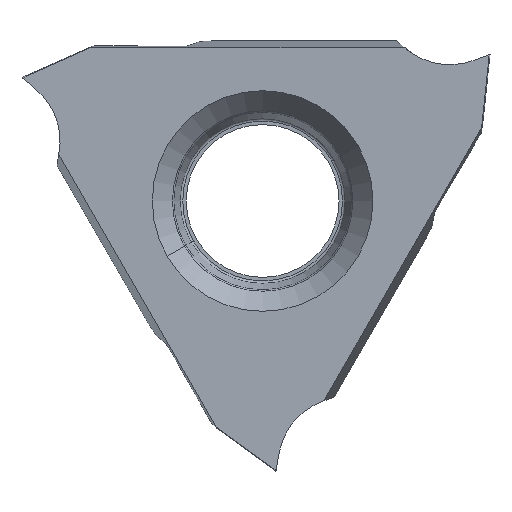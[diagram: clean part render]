
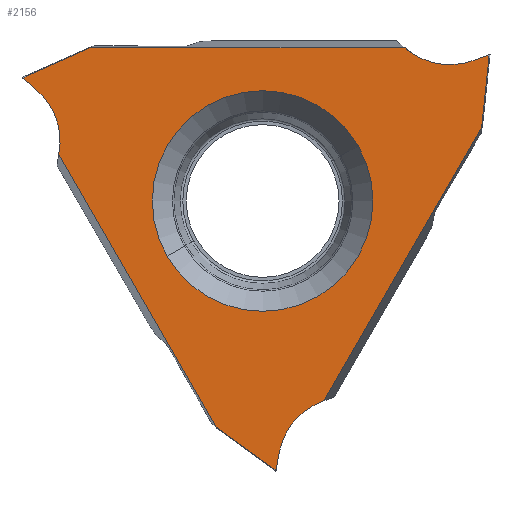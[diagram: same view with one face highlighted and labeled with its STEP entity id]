
A CAD part, left-side view. The second image highlights one B-rep face of the part: STEP entity #2156.
In plain terms, the highlighted planar face has unit normal (-1, 0, 0).
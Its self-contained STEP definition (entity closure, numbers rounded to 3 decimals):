
#224=CARTESIAN_POINT('',(0.,5.093,4.509));
#303=CARTESIAN_POINT('',(0.,-4.199,4.509));
#311=DIRECTION('',(0.,1.,0.));
#312=VECTOR('',#311,9.292);
#313=CARTESIAN_POINT('',(0.,-4.199,4.509));
#314=LINE('',#313,#312);
#326=DIRECTION('',(0.,-0.914,0.407));
#327=VECTOR('',#326,2.046);
#328=CARTESIAN_POINT('',(0.,6.963,3.677));
#329=LINE('',#328,#327);
#333=CARTESIAN_POINT('',(0.,-5.514,6.018));
#334=DIRECTION('',(1.,0.,0.));
#335=DIRECTION('',(0.,0.53,-0.848));
#336=AXIS2_PLACEMENT_3D('',#333,#334,#335);
#341=CARTESIAN_POINT('',(0.,-4.455,4.32));
#342=CARTESIAN_POINT('',(0.,-4.529,4.274));
#343=CARTESIAN_POINT('',(0.,-4.681,4.192));
#344=CARTESIAN_POINT('',(0.,-4.924,4.1));
#345=CARTESIAN_POINT('',(0.,-5.176,4.04));
#346=CARTESIAN_POINT('',(0.,-5.435,4.013));
#347=CARTESIAN_POINT('',(0.,-5.694,4.019));
#348=CARTESIAN_POINT('',(0.,-5.951,4.059));
#349=CARTESIAN_POINT('',(0.,-6.117,4.108));
#350=CARTESIAN_POINT('',(0.,-6.198,4.137));
#355=DIRECTION('',(0.,-0.139,-0.99));
#356=VECTOR('',#355,0.112);
#357=CARTESIAN_POINT('',(0.,-6.65,4.302));
#358=LINE('',#357,#356);
#362=DIRECTION('',(0.,0.104,-0.995));
#363=VECTOR('',#362,2.046);
#364=CARTESIAN_POINT('',(0.,-6.666,4.191));
#365=LINE('',#364,#363);
#369=CARTESIAN_POINT('',(0.,-2.454,-7.784));
#370=DIRECTION('',(1.,0.,0.));
#371=DIRECTION('',(0.,0.47,0.883));
#372=AXIS2_PLACEMENT_3D('',#369,#370,#371);
#377=CARTESIAN_POINT('',(0.,-1.514,-6.018));
#378=CARTESIAN_POINT('',(0.,-1.437,-6.059));
#379=CARTESIAN_POINT('',(0.,-1.29,-6.15));
#380=CARTESIAN_POINT('',(0.,-1.089,-6.314));
#381=CARTESIAN_POINT('',(0.,-0.91,-6.503));
#382=CARTESIAN_POINT('',(0.,-0.758,-6.713));
#383=CARTESIAN_POINT('',(0.,-0.634,-6.941));
#384=CARTESIAN_POINT('',(0.,-0.54,-7.183));
#385=CARTESIAN_POINT('',(0.,-0.499,-7.351));
#386=CARTESIAN_POINT('',(0.,-0.484,-7.436));
#391=DIRECTION('',(0.,0.927,0.375));
#392=VECTOR('',#391,0.112);
#393=CARTESIAN_POINT('',(0.,-0.4,-7.91));
#394=LINE('',#393,#392);
#398=DIRECTION('',(0.,0.809,0.588));
#399=VECTOR('',#398,2.046);
#400=CARTESIAN_POINT('',(0.,-0.297,
-7.868));
#401=LINE('',#400,#399);
#405=CARTESIAN_POINT('',(0.,7.969,1.767));
#406=DIRECTION('',(1.,0.,0.));
#407=DIRECTION('',(0.,-0.999,-0.034));
#408=AXIS2_PLACEMENT_3D('',#405,#406,#407);
#413=CARTESIAN_POINT('',(0.,5.969,1.698));
#414=CARTESIAN_POINT('',(0.,5.966,1.785));
#415=CARTESIAN_POINT('',(0.,5.971,1.958));
#416=CARTESIAN_POINT('',(0.,6.013,2.214));
#417=CARTESIAN_POINT('',(0.,6.087,2.463));
#418=CARTESIAN_POINT('',(0.,6.193,2.7));
#419=CARTESIAN_POINT('',(0.,6.328,2.922));
#420=CARTESIAN_POINT('',(0.,6.491,3.124));
#421=CARTESIAN_POINT('',(0.,6.616,3.243));
#422=CARTESIAN_POINT('',(0.,6.682,3.299));
#427=DIRECTION('',(0.,-0.788,0.615));
#428=VECTOR('',#427,0.112);
#429=CARTESIAN_POINT('',(0.,7.051,3.608));
#430=LINE('',#429,#428);
#434=CARTESIAN_POINT('',(0.,0.,0.));
#435=DIRECTION('',(1.,0.,0.));
#436=DIRECTION('',(0.,0.866,-0.5));
#437=AXIS2_PLACEMENT_3D('',#434,#435,#436);
#450=CARTESIAN_POINT('',(0.,0.,0.));
#451=DIRECTION('',(1.,0.,0.));
#452=DIRECTION('',(0.,-0.866,0.5));
#453=AXIS2_PLACEMENT_3D('',#450,#451,#452);
#641=CARTESIAN_POINT('',(0.,-6.65,4.302));
#651=DIRECTION('',(0.,0.94,-0.342));
#652=VECTOR('',#651,0.481);
#653=CARTESIAN_POINT('',(0.,-6.65,4.302));
#654=LINE('',#653,#652);
#727=CARTESIAN_POINT('',(0.,-6.452,2.156));
#806=CARTESIAN_POINT('',(0.,-1.806,-5.891));
#814=DIRECTION('',(0.,-0.5,0.866));
#815=VECTOR('',#814,9.292);
#816=CARTESIAN_POINT('',(0.,-1.806,-5.891));
#817=LINE('',#816,#815);
#1130=CARTESIAN_POINT('',(0.,1.359,-6.666));
#1209=CARTESIAN_POINT('',(0.,6.005,1.382));
#1218=DIRECTION('',(0.,-0.5,-0.866));
#1219=VECTOR('',#1218,9.292);
#1220=CARTESIAN_POINT('',(0.,6.005,1.382));
#1221=LINE('',#1220,#1219);
#1265=CARTESIAN_POINT('',(0.,-0.4,-7.91));
#1275=DIRECTION('',(0.,-0.174,0.985));
#1276=VECTOR('',#1275,0.481);
#1277=CARTESIAN_POINT('',(0.,-0.4,-7.91));
#1278=LINE('',#1277,#1276);
#1483=CARTESIAN_POINT('',(0.,7.051,3.608));
#1493=DIRECTION('',(0.,-0.766,-0.643));
#1494=VECTOR('',#1493,0.481);
#1495=CARTESIAN_POINT('',(0.,7.051,3.608));
#1496=LINE('',#1495,#1494);
#1730=CARTESIAN_POINT('',(0.,2.815,-1.625));
#1731=CARTESIAN_POINT('',(0.,-2.815,1.625));
#1732=VERTEX_POINT('',#1730);
#1733=VERTEX_POINT('',#1731);
#1738=VERTEX_POINT('',#413);
#1739=VERTEX_POINT('',#422);
#1740=VERTEX_POINT('',#1209);
#1743=VERTEX_POINT('',#303);
#1746=CARTESIAN_POINT('',(0.,-4.454,4.32));
#1747=VERTEX_POINT('',#1746);
#1748=VERTEX_POINT('',#350);
#1751=VERTEX_POINT('',#806);
#1754=CARTESIAN_POINT('',(0.,-1.514,-6.018));
#1755=VERTEX_POINT('',#1754);
#1756=VERTEX_POINT('',#386);
#1787=VERTEX_POINT('',#1483);
#1791=VERTEX_POINT('',#641);
#1795=VERTEX_POINT('',#1265);
#1800=VERTEX_POINT('',#224);
#1801=CARTESIAN_POINT('',(0.,6.963,3.677));
#1802=VERTEX_POINT('',#1801);
#1814=VERTEX_POINT('',#727);
#1815=CARTESIAN_POINT('',(0.,-6.666,
4.191));
#1816=VERTEX_POINT('',#1815);
#1828=VERTEX_POINT('',#1130);
#1829=CARTESIAN_POINT('',(0.,-0.297,
-7.868));
#1830=VERTEX_POINT('',#1829);
#2111=CARTESIAN_POINT('',(0.,0.578,-10.999));
#2112=DIRECTION('',(-1.,0.,0.));
#2113=DIRECTION('',(0.,-0.866,0.5));
#2114=AXIS2_PLACEMENT_3D('',#2111,#2112,#2113);
#2115=PLANE('',#2114);
#2116=ORIENTED_EDGE('',*,*,#2102,.T.);
#2117=ORIENTED_EDGE('',*,*,#2091,.F.);
#2119=ORIENTED_EDGE('',*,*,#2118,.F.);
#2120=ORIENTED_EDGE('',*,*,#1883,.T.);
#2122=ORIENTED_EDGE('',*,*,#2121,.F.);
#2124=ORIENTED_EDGE('',*,*,#2123,.T.);
#2126=ORIENTED_EDGE('',*,*,#2125,.T.);
#2128=ORIENTED_EDGE('',*,*,#2127,.F.);
#2130=ORIENTED_EDGE('',*,*,#2129,.F.);
#2132=ORIENTED_EDGE('',*,*,#2131,.T.);
#2134=ORIENTED_EDGE('',*,*,#2133,.F.);
#2136=ORIENTED_EDGE('',*,*,#2135,.T.);
#2138=ORIENTED_EDGE('',*,*,#2137,.T.);
#2140=ORIENTED_EDGE('',*,*,#2139,.F.);
#2142=ORIENTED_EDGE('',*,*,#2141,.F.);
#2143=ORIENTED_EDGE('',*,*,#1985,.T.);
#2145=ORIENTED_EDGE('',*,*,#2144,.F.);
#2147=ORIENTED_EDGE('',*,*,#2146,.T.);
#2148=EDGE_LOOP('',(#2116,#2117,#2119,#2120,#2122,#2124,#2126,#2128,#2130,#2132,
#2134,#2136,#2138,#2140,#2142,#2143,#2145,#2147));
#2149=FACE_OUTER_BOUND('',#2148,.F.);
#2151=ORIENTED_EDGE('',*,*,#2150,.F.);
#2153=ORIENTED_EDGE('',*,*,#2152,.F.);
#2154=EDGE_LOOP('',(#2151,#2153));
#2155=FACE_BOUND('',#2154,.F.);
#337=CIRCLE('',#336,2.001);
#351=B_SPLINE_CURVE_WITH_KNOTS('',3,(#341,#342,#343,#344,#345,#346,#347,#348,
#349,#350),.UNSPECIFIED.,.F.,.F.,(4,1,1,1,1,1,1,4),(0.,0.143,
0.286,0.429,0.571,0.714,
0.857,1.),.UNSPECIFIED.);
#373=CIRCLE('',#372,2.001);
#387=B_SPLINE_CURVE_WITH_KNOTS('',3,(#377,#378,#379,#380,#381,#382,#383,#384,
#385,#386),.UNSPECIFIED.,.F.,.F.,(4,1,1,1,1,1,1,4),(0.,0.143,
0.286,0.429,0.571,0.714,
0.857,1.),.UNSPECIFIED.);
#409=CIRCLE('',#408,2.001);
#423=B_SPLINE_CURVE_WITH_KNOTS('',3,(#413,#414,#415,#416,#417,#418,#419,#420,
#421,#422),.UNSPECIFIED.,.F.,.F.,(4,1,1,1,1,1,1,4),(0.,0.143,
0.286,0.429,0.571,0.714,
0.857,1.),.UNSPECIFIED.);
#438=CIRCLE('',#437,3.25);
#454=CIRCLE('',#453,3.25);
#1883=EDGE_CURVE('',#1747,#1748,#351,.T.);
#1985=EDGE_CURVE('',#1738,#1739,#423,.T.);
#2091=EDGE_CURVE('',#1743,#1800,#314,.T.);
#2102=EDGE_CURVE('',#1802,#1800,#329,.T.);
#2118=EDGE_CURVE('',#1747,#1743,#337,.T.);
#2121=EDGE_CURVE('',#1791,#1748,#654,.T.);
#2123=EDGE_CURVE('',#1791,#1816,#358,.T.);
#2125=EDGE_CURVE('',#1816,#1814,#365,.T.);
#2127=EDGE_CURVE('',#1751,#1814,#817,.T.);
#2129=EDGE_CURVE('',#1755,#1751,#373,.T.);
#2131=EDGE_CURVE('',#1755,#1756,#387,.T.);
#2133=EDGE_CURVE('',#1795,#1756,#1278,.T.);
#2135=EDGE_CURVE('',#1795,#1830,#394,.T.);
#2137=EDGE_CURVE('',#1830,#1828,#401,.T.);
#2139=EDGE_CURVE('',#1740,#1828,#1221,.T.);
#2141=EDGE_CURVE('',#1738,#1740,#409,.T.);
#2144=EDGE_CURVE('',#1787,#1739,#1496,.T.);
#2146=EDGE_CURVE('',#1787,#1802,#430,.T.);
#2150=EDGE_CURVE('',#1732,#1733,#438,.T.);
#2152=EDGE_CURVE('',#1733,#1732,#454,.T.);
#2156=ADVANCED_FACE('',(#2149,#2155),#2115,.T.);
